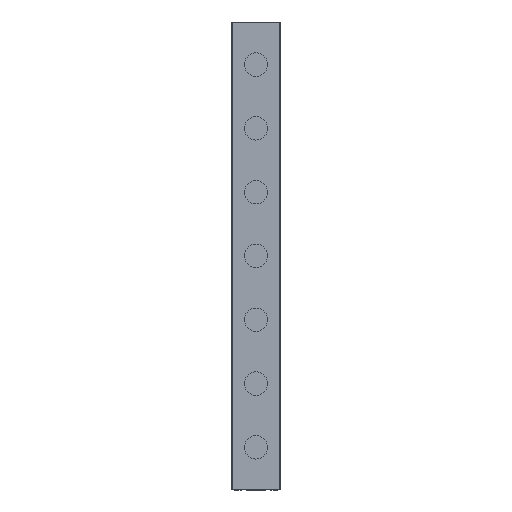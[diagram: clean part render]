
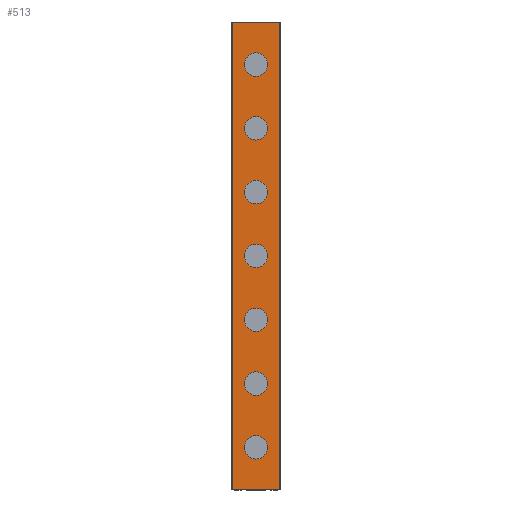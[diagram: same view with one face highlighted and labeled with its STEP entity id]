
A CAD part, top view. The second image highlights one B-rep face of the part: STEP entity #513.
In plain terms, the highlighted planar face has unit normal (0, 0, 1).
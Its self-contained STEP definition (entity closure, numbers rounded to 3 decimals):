
#513=ADVANCED_FACE('',(#1063,#1064,#1065,#1066,#1067,#1068,#1069,#1070),#1071,.T.);
#1063=FACE_BOUND('',#1636,.T.);
#1064=FACE_BOUND('',#1637,.T.);
#1065=FACE_BOUND('',#1638,.T.);
#1066=FACE_BOUND('',#1639,.T.);
#1067=FACE_BOUND('',#1640,.T.);
#1068=FACE_BOUND('',#1641,.T.);
#1069=FACE_BOUND('',#1642,.T.);
#1070=FACE_OUTER_BOUND('',#1643,.T.);
#1071=PLANE('',#1644);
#1636=EDGE_LOOP('',(#3139,#3140));
#1637=EDGE_LOOP('',(#3141,#3142));
#1638=EDGE_LOOP('',(#3143,#3144));
#1639=EDGE_LOOP('',(#3145,#3146));
#1640=EDGE_LOOP('',(#3147,#3148));
#1641=EDGE_LOOP('',(#3149,#3150));
#1642=EDGE_LOOP('',(#3151,#3152));
#1643=EDGE_LOOP('',(#3153,#3154,#3155,#3156));
#1644=AXIS2_PLACEMENT_3D('',#3157,#3158,#3159);
#3139=ORIENTED_EDGE('',*,*,#3428,.T.);
#3140=ORIENTED_EDGE('',*,*,#3855,.T.);
#3141=ORIENTED_EDGE('',*,*,#3418,.T.);
#3142=ORIENTED_EDGE('',*,*,#3861,.T.);
#3143=ORIENTED_EDGE('',*,*,#3408,.T.);
#3144=ORIENTED_EDGE('',*,*,#3867,.T.);
#3145=ORIENTED_EDGE('',*,*,#3398,.T.);
#3146=ORIENTED_EDGE('',*,*,#3873,.T.);
#3147=ORIENTED_EDGE('',*,*,#3388,.T.);
#3148=ORIENTED_EDGE('',*,*,#3879,.T.);
#3149=ORIENTED_EDGE('',*,*,#3378,.T.);
#3150=ORIENTED_EDGE('',*,*,#3885,.T.);
#3151=ORIENTED_EDGE('',*,*,#3368,.T.);
#3152=ORIENTED_EDGE('',*,*,#3891,.T.);
#3153=ORIENTED_EDGE('',*,*,#3828,.T.);
#3154=ORIENTED_EDGE('',*,*,#3950,.F.);
#3155=ORIENTED_EDGE('',*,*,#3689,.T.);
#3156=ORIENTED_EDGE('',*,*,#3948,.T.);
#3157=CARTESIAN_POINT('',(0.,220.0,23.6));
#3158=DIRECTION('',(0.0,0.0,1.0));
#3159=DIRECTION('',(-1.0,0.0,0.0));
#3368=EDGE_CURVE('',#4014,#4011,#4015,.T.);
#3378=EDGE_CURVE('',#4032,#4029,#4033,.T.);
#3388=EDGE_CURVE('',#4050,#4047,#4051,.T.);
#3398=EDGE_CURVE('',#4068,#4065,#4069,.T.);
#3408=EDGE_CURVE('',#4086,#4083,#4087,.T.);
#3418=EDGE_CURVE('',#4104,#4101,#4105,.T.);
#3428=EDGE_CURVE('',#4122,#4119,#4123,.T.);
#3689=EDGE_CURVE('',#4516,#4514,#4517,.T.);
#3828=EDGE_CURVE('',#4749,#4747,#4750,.T.);
#3855=EDGE_CURVE('',#4119,#4122,#4801,.T.);
#3861=EDGE_CURVE('',#4101,#4104,#4807,.T.);
#3867=EDGE_CURVE('',#4083,#4086,#4813,.T.);
#3873=EDGE_CURVE('',#4065,#4068,#4819,.T.);
#3879=EDGE_CURVE('',#4047,#4050,#4825,.T.);
#3885=EDGE_CURVE('',#4029,#4032,#4831,.T.);
#3891=EDGE_CURVE('',#4011,#4014,#4837,.T.);
#3948=EDGE_CURVE('',#4514,#4749,#4894,.T.);
#3950=EDGE_CURVE('',#4516,#4747,#4896,.T.);
#4011=VERTEX_POINT('',#4959);
#4014=VERTEX_POINT('',#4963);
#4015=CIRCLE('',#4964,5.5);
#4029=VERTEX_POINT('',#4981);
#4032=VERTEX_POINT('',#4985);
#4033=CIRCLE('',#4986,5.5);
#4047=VERTEX_POINT('',#5003);
#4050=VERTEX_POINT('',#5007);
#4051=CIRCLE('',#5008,5.5);
#4065=VERTEX_POINT('',#5025);
#4068=VERTEX_POINT('',#5029);
#4069=CIRCLE('',#5030,5.5);
#4083=VERTEX_POINT('',#5047);
#4086=VERTEX_POINT('',#5051);
#4087=CIRCLE('',#5052,5.5);
#4101=VERTEX_POINT('',#5069);
#4104=VERTEX_POINT('',#5073);
#4105=CIRCLE('',#5074,5.5);
#4119=VERTEX_POINT('',#5091);
#4122=VERTEX_POINT('',#5095);
#4123=CIRCLE('',#5096,5.5);
#4514=VERTEX_POINT('',#5632);
#4516=VERTEX_POINT('',#5635);
#4517=LINE('',#5636,#5637);
#4747=VERTEX_POINT('',#5962);
#4749=VERTEX_POINT('',#5965);
#4750=LINE('',#5966,#5967);
#4801=CIRCLE('',#6034,5.5);
#4807=CIRCLE('',#6040,5.5);
#4813=CIRCLE('',#6046,5.5);
#4819=CIRCLE('',#6052,5.5);
#4825=CIRCLE('',#6058,5.5);
#4831=CIRCLE('',#6064,5.5);
#4837=CIRCLE('',#6070,5.5);
#4894=LINE('',#6153,#6154);
#4896=LINE('',#6156,#6157);
#4959=CARTESIAN_POINT('',(5.5,20.0,23.6));
#4963=CARTESIAN_POINT('',(-5.5,20.0,23.6));
#4964=AXIS2_PLACEMENT_3D('',#6241,#6242,#6243);
#4981=CARTESIAN_POINT('',(5.5,50.0,23.6));
#4985=CARTESIAN_POINT('',(-5.5,50.0,23.6));
#4986=AXIS2_PLACEMENT_3D('',#6257,#6258,#6259);
#5003=CARTESIAN_POINT('',(5.5,80.0,23.6));
#5007=CARTESIAN_POINT('',(-5.5,80.0,23.6));
#5008=AXIS2_PLACEMENT_3D('',#6273,#6274,#6275);
#5025=CARTESIAN_POINT('',(5.5,110.0,23.6));
#5029=CARTESIAN_POINT('',(-5.5,110.0,23.6));
#5030=AXIS2_PLACEMENT_3D('',#6289,#6290,#6291);
#5047=CARTESIAN_POINT('',(5.5,140.0,23.6));
#5051=CARTESIAN_POINT('',(-5.5,140.0,23.6));
#5052=AXIS2_PLACEMENT_3D('',#6305,#6306,#6307);
#5069=CARTESIAN_POINT('',(5.5,170.0,23.6));
#5073=CARTESIAN_POINT('',(-5.5,170.0,23.6));
#5074=AXIS2_PLACEMENT_3D('',#6321,#6322,#6323);
#5091=CARTESIAN_POINT('',(5.5,200.0,23.6));
#5095=CARTESIAN_POINT('',(-5.5,200.0,23.6));
#5096=AXIS2_PLACEMENT_3D('',#6337,#6338,#6339);
#5632=CARTESIAN_POINT('',(-11.1,220.0,23.6));
#5635=CARTESIAN_POINT('',(11.1,220.0,23.6));
#5636=CARTESIAN_POINT('',(11.1,220.0,23.6));
#5637=VECTOR('',#6621,1.0);
#5962=CARTESIAN_POINT('',(11.1,0.0,23.6));
#5965=CARTESIAN_POINT('',(-11.1,0.0,23.6));
#5966=CARTESIAN_POINT('',(11.1,0.0,23.6));
#5967=VECTOR('',#6772,1.0);
#6034=AXIS2_PLACEMENT_3D('',#6816,#6817,#6818);
#6040=AXIS2_PLACEMENT_3D('',#6825,#6826,#6827);
#6046=AXIS2_PLACEMENT_3D('',#6834,#6835,#6836);
#6052=AXIS2_PLACEMENT_3D('',#6843,#6844,#6845);
#6058=AXIS2_PLACEMENT_3D('',#6852,#6853,#6854);
#6064=AXIS2_PLACEMENT_3D('',#6861,#6862,#6863);
#6070=AXIS2_PLACEMENT_3D('',#6870,#6871,#6872);
#6153=CARTESIAN_POINT('',(-11.1,220.0,23.6));
#6154=VECTOR('',#6905,1.0);
#6156=CARTESIAN_POINT('',(11.1,220.0,23.6));
#6157=VECTOR('',#6906,1.0);
#6241=CARTESIAN_POINT('',(0.0,20.0,23.6));
#6242=DIRECTION('',(0.0,0.0,-1.0));
#6243=DIRECTION('',(1.0,0.0,0.0));
#6257=CARTESIAN_POINT('',(0.0,50.0,23.6));
#6258=DIRECTION('',(0.0,0.0,-1.0));
#6259=DIRECTION('',(1.0,0.0,0.0));
#6273=CARTESIAN_POINT('',(0.0,80.0,23.6));
#6274=DIRECTION('',(0.0,0.0,-1.0));
#6275=DIRECTION('',(1.0,0.0,0.0));
#6289=CARTESIAN_POINT('',(0.0,110.0,23.6));
#6290=DIRECTION('',(0.0,0.0,-1.0));
#6291=DIRECTION('',(1.0,0.0,0.0));
#6305=CARTESIAN_POINT('',(0.0,140.0,23.6));
#6306=DIRECTION('',(0.0,0.0,-1.0));
#6307=DIRECTION('',(1.0,0.0,0.0));
#6321=CARTESIAN_POINT('',(0.0,170.0,23.6));
#6322=DIRECTION('',(0.0,0.0,-1.0));
#6323=DIRECTION('',(1.0,0.0,0.0));
#6337=CARTESIAN_POINT('',(0.0,200.0,23.6));
#6338=DIRECTION('',(0.0,0.0,-1.0));
#6339=DIRECTION('',(1.0,0.0,0.0));
#6621=DIRECTION('',(-1.0,0.0,0.0));
#6772=DIRECTION('',(1.0,0.0,0.0));
#6816=CARTESIAN_POINT('',(0.0,200.0,23.6));
#6817=DIRECTION('',(0.0,0.0,-1.0));
#6818=DIRECTION('',(1.0,0.0,0.0));
#6825=CARTESIAN_POINT('',(0.0,170.0,23.6));
#6826=DIRECTION('',(0.0,0.0,-1.0));
#6827=DIRECTION('',(1.0,0.0,0.0));
#6834=CARTESIAN_POINT('',(0.0,140.0,23.6));
#6835=DIRECTION('',(0.0,0.0,-1.0));
#6836=DIRECTION('',(1.0,0.0,0.0));
#6843=CARTESIAN_POINT('',(0.0,110.0,23.6));
#6844=DIRECTION('',(0.0,0.0,-1.0));
#6845=DIRECTION('',(1.0,0.0,0.0));
#6852=CARTESIAN_POINT('',(0.0,80.0,23.6));
#6853=DIRECTION('',(0.0,0.0,-1.0));
#6854=DIRECTION('',(1.0,0.0,0.0));
#6861=CARTESIAN_POINT('',(0.0,50.0,23.6));
#6862=DIRECTION('',(0.0,0.0,-1.0));
#6863=DIRECTION('',(1.0,0.0,0.0));
#6870=CARTESIAN_POINT('',(0.0,20.0,23.6));
#6871=DIRECTION('',(0.0,0.0,-1.0));
#6872=DIRECTION('',(1.0,0.0,0.0));
#6905=DIRECTION('',(0.0,-1.0,0.0));
#6906=DIRECTION('',(0.0,-1.0,0.0));
